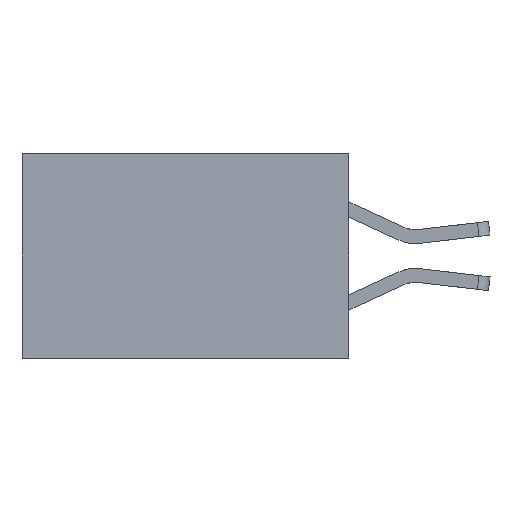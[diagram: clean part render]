
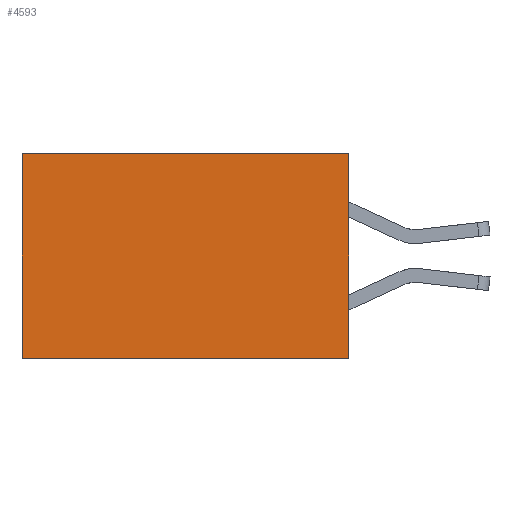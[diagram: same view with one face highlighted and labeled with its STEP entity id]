
A CAD part, left-side view. The second image highlights one B-rep face of the part: STEP entity #4593.
In plain terms, the highlighted planar face has unit normal (-1, 0, 0).
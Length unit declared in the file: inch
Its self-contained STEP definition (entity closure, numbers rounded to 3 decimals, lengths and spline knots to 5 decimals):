
#160 = ORIENTED_EDGE ( 'NONE', *, *, #6094, .F. ) ;
#794 = EDGE_LOOP ( 'NONE', ( #3176, #160, #3718, #3476 ) ) ;
#1397 = CARTESIAN_POINT ( 'NONE',  ( 0.277, 0., -0.37 ) ) ;
#1561 = LINE ( 'NONE', #6228, #3154 ) ;
#1835 = DIRECTION ( 'NONE',  ( 0., 1., 0. ) ) ;
#2377 = DIRECTION ( 'NONE',  ( 1., 0., 0. ) ) ;
#2403 = VERTEX_POINT ( 'NONE', #8732 ) ;
#2515 = VERTEX_POINT ( 'NONE', #6979 ) ;
#2540 = DIRECTION ( 'NONE',  ( 0., 0., -1. ) ) ;
#2577 = CARTESIAN_POINT ( 'NONE',  ( 0.277, 0., -0.37 ) ) ;
#2590 = PLANE ( 'NONE',  #4267 ) ;
#3154 = VECTOR ( 'NONE', #6884, 39.37008 ) ;
#3176 = ORIENTED_EDGE ( 'NONE', *, *, #8889, .T. ) ;
#3476 = ORIENTED_EDGE ( 'NONE', *, *, #7399, .T. ) ;
#3718 = ORIENTED_EDGE ( 'NONE', *, *, #6207, .F. ) ;
#3962 = CARTESIAN_POINT ( 'NONE',  ( 0.277, 0., 0. ) ) ;
#4267 = AXIS2_PLACEMENT_3D ( 'NONE', #1397, #2377, #2540 ) ;
#4531 = VERTEX_POINT ( 'NONE', #2577 ) ;
#4593 = ADVANCED_FACE ( 'NONE', ( #6540 ), #2590, .F. ) ;
#4602 = CARTESIAN_POINT ( 'NONE',  ( 0.277, 0.59, -0.37 ) ) ;
#4798 = LINE ( 'NONE', #3962, #6371 ) ;
#5716 = VECTOR ( 'NONE', #1835, 39.37008 ) ;
#6094 = EDGE_CURVE ( 'NONE', #4531, #2403, #7439, .T. ) ;
#6207 = EDGE_CURVE ( 'NONE', #2515, #4531, #1561, .T. ) ;
#6228 = CARTESIAN_POINT ( 'NONE',  ( 0.277, 0., -0.37 ) ) ;
#6371 = VECTOR ( 'NONE', #9295, 39.37008 ) ;
#6540 = FACE_OUTER_BOUND ( 'NONE', #794, .T. ) ;
#6638 = DIRECTION ( 'NONE',  ( 0., 0., -1. ) ) ;
#6762 = CARTESIAN_POINT ( 'NONE',  ( 0.277, 0., -0.37 ) ) ;
#6871 = LINE ( 'NONE', #4602, #8820 ) ;
#6884 = DIRECTION ( 'NONE',  ( 0., 0., -1. ) ) ;
#6901 = VERTEX_POINT ( 'NONE', #7160 ) ;
#6979 = CARTESIAN_POINT ( 'NONE',  ( 0.277, 0., 0. ) ) ;
#7160 = CARTESIAN_POINT ( 'NONE',  ( 0.277, 0.59, 0. ) ) ;
#7399 = EDGE_CURVE ( 'NONE', #2515, #6901, #4798, .T. ) ;
#7439 = LINE ( 'NONE', #6762, #5716 ) ;
#8732 = CARTESIAN_POINT ( 'NONE',  ( 0.277, 0.59, -0.37 ) ) ;
#8820 = VECTOR ( 'NONE', #6638, 39.37008 ) ;
#8889 = EDGE_CURVE ( 'NONE', #6901, #2403, #6871, .T. ) ;
#9295 = DIRECTION ( 'NONE',  ( 0., 1., 0. ) ) ;
